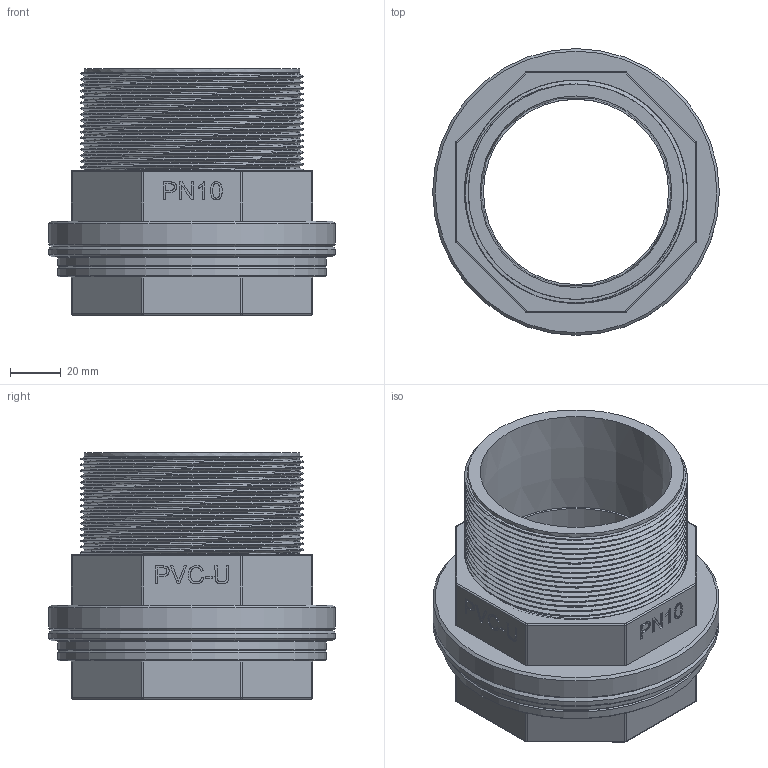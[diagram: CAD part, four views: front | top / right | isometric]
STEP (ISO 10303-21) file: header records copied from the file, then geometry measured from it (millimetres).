
FILE_DESCRIPTION(/* description */ (''),/* implementation_level */ '2;1');
FILE_NAME(/* name */ '753.stp',/* time_stamp */ '2026-02-07T14:23:23+08:00',/* author */ (''),/* organization */ (''),/* preprocessor_version */ 'ST-DEVELOPER v16',/* originating_system */ 'SIEMENS PLM Software NX 10.0',/* authorisation */ '');
FILE_SCHEMA (('AUTOMOTIVE_DESIGN { 1 0 10303 214 3 1 1 1 }'));
Length unit declared in the file: millimetre
Products named in the file (1): gelv1678D1822coj
Bounding box: 113 x 113 x 97 mm (x, y, z)
Volume: 275404.4 mm3; surface area: 124166.9 mm2
Topology: 4 solids, 4 shells, 394 faces, 1034 edges, 678 vertices
Faces by surface type: plane 160, cylinder 113, extrusion 91, bspline 20, cone 10
Full cylindrical faces by diameter (mm): 3.4 x1, 4.6 x1, 73 x1, 84.926 x32, 87.884 x32, 88.5 x1, 89 x1, 106 x2, 113 x2
Entity records: 27917 total; most frequent: CARTESIAN_POINT 20745, ORIENTED_EDGE 1626, DIRECTION 1074, EDGE_CURVE 813, VERTEX_POINT 542, B_SPLINE_CURVE_WITH_KNOTS 489, EDGE_LOOP 389, VECTOR 378
